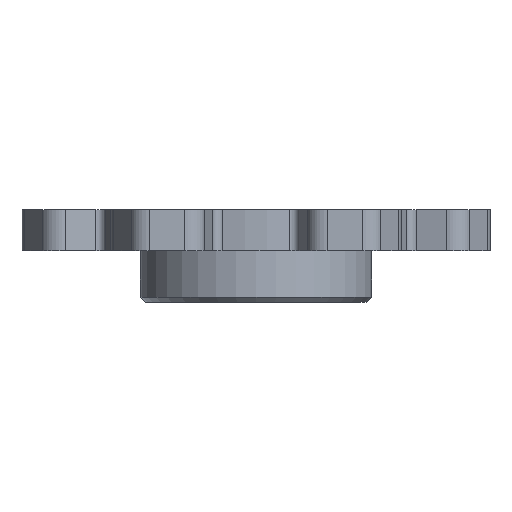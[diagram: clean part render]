
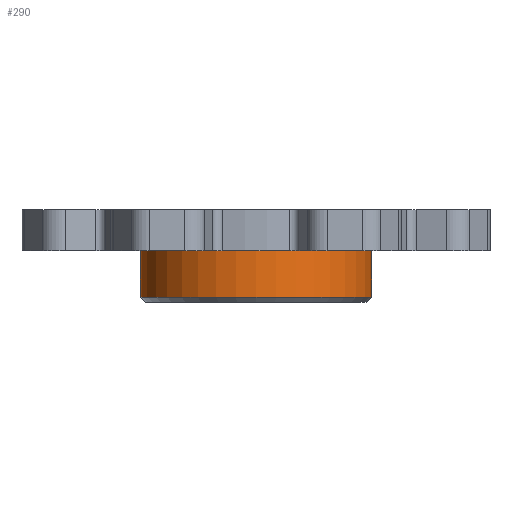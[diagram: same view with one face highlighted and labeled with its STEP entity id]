
A CAD part, front view. The second image highlights one B-rep face of the part: STEP entity #290.
In plain terms, the highlighted cylindrical face has radius 14.287 mm (diameter 28.575 mm), a partial arc.
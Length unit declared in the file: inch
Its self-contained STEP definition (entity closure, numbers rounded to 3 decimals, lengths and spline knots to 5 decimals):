
#10 = AXIS2_PLACEMENT_3D ( 'NONE', #1555, #1126, #164 ) ;
#17 = CARTESIAN_POINT ( 'NONE',  ( 0., 0., -0.225 ) ) ;
#40 = EDGE_CURVE ( 'NONE', #2310, #1265, #544, .T. ) ;
#89 = VECTOR ( 'NONE', #371, 39.37008 ) ;
#164 = DIRECTION ( 'NONE',  ( 1., 0., 0. ) ) ;
#290 = ADVANCED_FACE ( 'NONE', ( #2401 ), #1846, .T. ) ;
#320 = VERTEX_POINT ( 'NONE', #1544 ) ;
#371 = DIRECTION ( 'NONE',  ( 0., 0., 1. ) ) ;
#449 = EDGE_CURVE ( 'NONE', #1265, #320, #1368, .T. ) ;
#544 = LINE ( 'NONE', #859, #2830 ) ;
#562 = CARTESIAN_POINT ( 'NONE',  ( 0.5625, 0., -0.225 ) ) ;
#630 = CARTESIAN_POINT ( 'NONE',  ( 0.5625, 0., -0.25 ) ) ;
#657 = ORIENTED_EDGE ( 'NONE', *, *, #1379, .T. ) ;
#859 = CARTESIAN_POINT ( 'NONE',  ( -0.5625, 0., -0.25 ) ) ;
#880 = LINE ( 'NONE', #630, #89 ) ;
#973 = DIRECTION ( 'NONE',  ( 1., 0., 0. ) ) ;
#1025 = CARTESIAN_POINT ( 'NONE',  ( 0., 0., -0.25 ) ) ;
#1126 = DIRECTION ( 'NONE',  ( 0., 0., 1. ) ) ;
#1265 = VERTEX_POINT ( 'NONE', #2936 ) ;
#1368 = CIRCLE ( 'NONE', #10, 0.5625 ) ;
#1379 = EDGE_CURVE ( 'NONE', #3057, #320, #880, .T. ) ;
#1516 = DIRECTION ( 'NONE',  ( 0., 0., 1. ) ) ;
#1525 = CIRCLE ( 'NONE', #1552, 0.5625 ) ;
#1527 = DIRECTION ( 'NONE',  ( 1., 0., 0. ) ) ;
#1544 = CARTESIAN_POINT ( 'NONE',  ( 0.5625, 0., 0. ) ) ;
#1552 = AXIS2_PLACEMENT_3D ( 'NONE', #17, #2575, #973 ) ;
#1555 = CARTESIAN_POINT ( 'NONE',  ( 0., 0., 0. ) ) ;
#1846 = CYLINDRICAL_SURFACE ( 'NONE', #1962, 0.5625 ) ;
#1875 = EDGE_LOOP ( 'NONE', ( #2918, #2136, #657, #2497 ) ) ;
#1890 = CARTESIAN_POINT ( 'NONE',  ( -0.5625, 0., -0.225 ) ) ;
#1962 = AXIS2_PLACEMENT_3D ( 'NONE', #1025, #1516, #1527 ) ;
#2136 = ORIENTED_EDGE ( 'NONE', *, *, #2204, .T. ) ;
#2204 = EDGE_CURVE ( 'NONE', #2310, #3057, #1525, .T. ) ;
#2283 = DIRECTION ( 'NONE',  ( 0., 0., 1. ) ) ;
#2310 = VERTEX_POINT ( 'NONE', #1890 ) ;
#2401 = FACE_OUTER_BOUND ( 'NONE', #1875, .T. ) ;
#2497 = ORIENTED_EDGE ( 'NONE', *, *, #449, .F. ) ;
#2575 = DIRECTION ( 'NONE',  ( 0., 0., 1. ) ) ;
#2830 = VECTOR ( 'NONE', #2283, 39.37008 ) ;
#2918 = ORIENTED_EDGE ( 'NONE', *, *, #40, .F. ) ;
#2936 = CARTESIAN_POINT ( 'NONE',  ( -0.5625, 0., 0. ) ) ;
#3057 = VERTEX_POINT ( 'NONE', #562 ) ;
